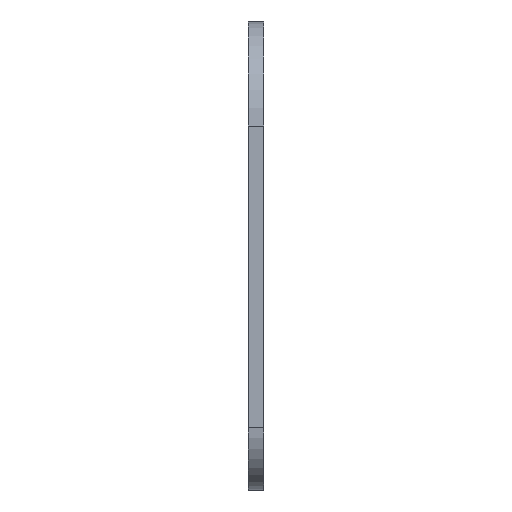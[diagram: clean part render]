
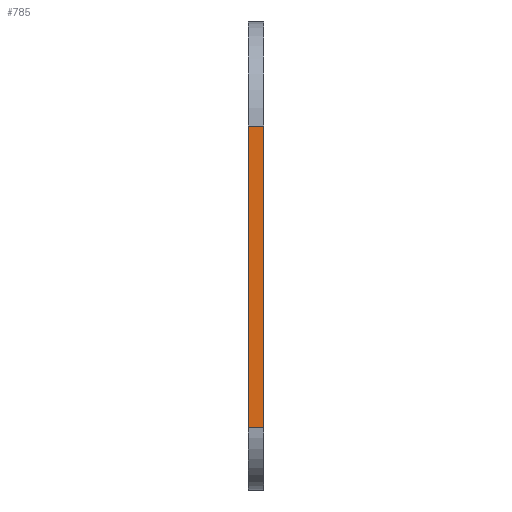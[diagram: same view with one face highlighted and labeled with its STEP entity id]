
A CAD part, left-side view. The second image highlights one B-rep face of the part: STEP entity #785.
In plain terms, the highlighted planar face has unit normal (-1, 0, 0).
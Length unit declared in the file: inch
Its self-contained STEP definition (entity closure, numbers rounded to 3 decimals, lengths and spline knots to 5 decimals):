
#25=DIRECTION('',(0.,0.,1.));
#26=VECTOR('',#25,1.14173);
#27=CARTESIAN_POINT('',(-2.24409,0.,-1.53543));
#28=LINE('',#27,#26);
#150=DIRECTION('',(0.,-1.,0.));
#151=VECTOR('',#150,0.05906);
#152=CARTESIAN_POINT('',(-2.24409,0.05906,
-0.3937));
#153=LINE('',#152,#151);
#159=DIRECTION('',(0.,-1.,0.));
#160=VECTOR('',#159,0.05906);
#161=CARTESIAN_POINT('',(-2.24409,0.05906,
-1.53543));
#162=LINE('',#161,#160);
#271=DIRECTION('',(0.,0.,1.));
#272=VECTOR('',#271,1.14173);
#273=CARTESIAN_POINT('',(-2.24409,0.05906,
-1.53543));
#274=LINE('',#273,#272);
#565=CARTESIAN_POINT('',(-2.24409,0.,-0.3937));
#566=VERTEX_POINT('',#565);
#567=CARTESIAN_POINT('',(-2.24409,0.05906,
-0.3937));
#568=VERTEX_POINT('',#567);
#577=CARTESIAN_POINT('',(-2.24409,0.05906,
-1.53543));
#578=CARTESIAN_POINT('',(-2.24409,0.,-1.53543));
#579=VERTEX_POINT('',#577);
#580=VERTEX_POINT('',#578);
#772=CARTESIAN_POINT('',(-2.24409,0.,-1.77165));
#773=DIRECTION('',(-1.,0.,0.));
#774=DIRECTION('',(0.,0.,1.));
#775=AXIS2_PLACEMENT_3D('',#772,#773,#774);
#776=PLANE('',#775);
#778=ORIENTED_EDGE('',*,*,#777,.F.);
#780=ORIENTED_EDGE('',*,*,#779,.T.);
#781=ORIENTED_EDGE('',*,*,#765,.T.);
#782=ORIENTED_EDGE('',*,*,#664,.F.);
#783=EDGE_LOOP('',(#778,#780,#781,#782));
#784=FACE_OUTER_BOUND('',#783,.F.);
#785=ADVANCED_FACE('',(#784),#776,.T.);
#664=EDGE_CURVE('',#580,#566,#28,.T.);
#765=EDGE_CURVE('',#568,#566,#153,.T.);
#777=EDGE_CURVE('',#579,#580,#162,.T.);
#779=EDGE_CURVE('',#579,#568,#274,.T.);
